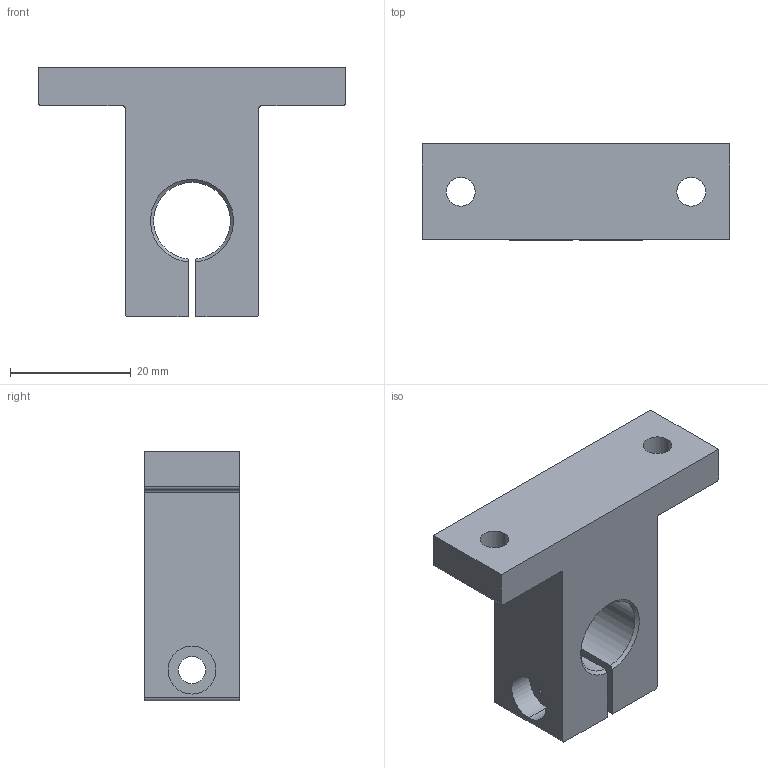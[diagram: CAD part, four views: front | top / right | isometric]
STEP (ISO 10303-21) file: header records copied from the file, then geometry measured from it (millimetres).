
FILE_DESCRIPTION (( 'STEP AP214' ), '1' );
FILE_NAME ('S8012E01.STEP', '2021-09-24T15:09:07', ( '' ), ( '' ), 'SwSTEP 2.0', 'SolidWorks 2020', '' );
FILE_SCHEMA (( 'AUTOMOTIVE_DESIGN' ));
Length unit declared in the file: inch
Products named in the file (1): S8012E01
Bounding box: 50.8 x 15.88 x 41.27 mm (x, y, z)
Volume: 14460.7 mm3; surface area: 6081.6 mm2
Topology: 1 solids, 1 shells, 35 faces, 95 edges, 63 vertices
Faces by surface type: cylinder 18, plane 14, cone 3
Entity records: 1180 total; most frequent: CARTESIAN_POINT 206, DIRECTION 202, ORIENTED_EDGE 190, EDGE_CURVE 95, AXIS2_PLACEMENT_3D 75, VERTEX_POINT 63, VECTOR 52, LINE 52
